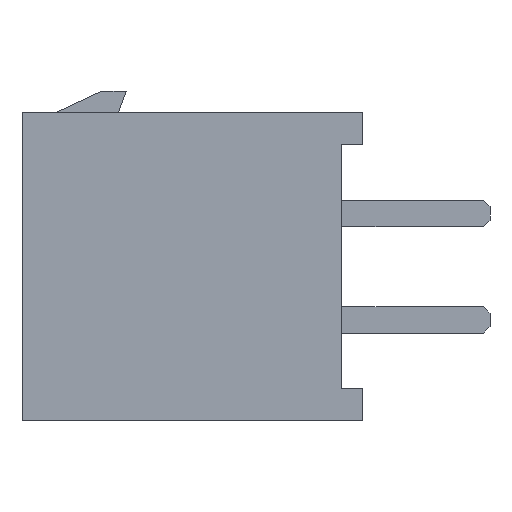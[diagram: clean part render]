
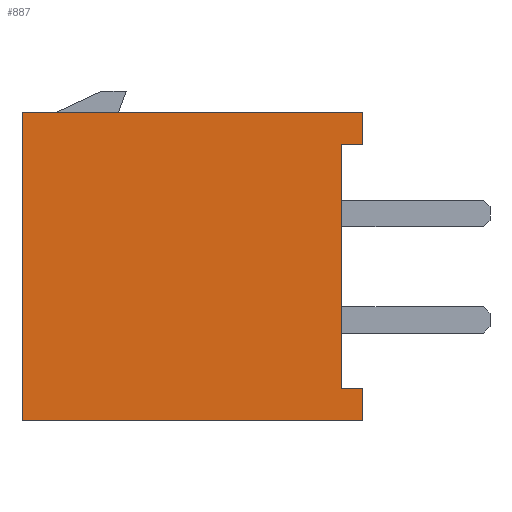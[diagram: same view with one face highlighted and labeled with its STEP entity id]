
A CAD part, left-side view. The second image highlights one B-rep face of the part: STEP entity #887.
In plain terms, the highlighted planar face has unit normal (-1, 0, 0).
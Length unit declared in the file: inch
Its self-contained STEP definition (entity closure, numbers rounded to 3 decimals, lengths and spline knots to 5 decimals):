
#887 = ADVANCED_FACE( '', ( #1881 ), #1882, .F. );
#1881 = FACE_OUTER_BOUND( '', #2995, .T. );
#1882 = PLANE( '', #2996 );
#2995 = EDGE_LOOP( '', ( #5599, #5600, #5601, #5602, #5603, #5604, #5605, #5606 ) );
#2996 = AXIS2_PLACEMENT_3D( '', #5607, #5608, #5609 );
#5599 = ORIENTED_EDGE( '', *, *, #8137, .F. );
#5600 = ORIENTED_EDGE( '', *, *, #7569, .F. );
#5601 = ORIENTED_EDGE( '', *, *, #7261, .F. );
#5602 = ORIENTED_EDGE( '', *, *, #8138, .F. );
#5603 = ORIENTED_EDGE( '', *, *, #7679, .F. );
#5604 = ORIENTED_EDGE( '', *, *, #8139, .F. );
#5605 = ORIENTED_EDGE( '', *, *, #8140, .F. );
#5606 = ORIENTED_EDGE( '', *, *, #8141, .F. );
#5607 = CARTESIAN_POINT( '', ( -0.38, 0., 0. ) );
#5608 = DIRECTION( '', ( 1., 0., 0. ) );
#5609 = DIRECTION( '', ( 0., 0., -1. ) );
#7261 = EDGE_CURVE( '', #8890, #8892, #8893, .T. );
#7569 = EDGE_CURVE( '', #8892, #9411, #9414, .T. );
#7679 = EDGE_CURVE( '', #9587, #9589, #9590, .T. );
#8137 = EDGE_CURVE( '', #9411, #10242, #10243, .T. );
#8138 = EDGE_CURVE( '', #9589, #8890, #10244, .T. );
#8139 = EDGE_CURVE( '', #10245, #9587, #10246, .T. );
#8140 = EDGE_CURVE( '', #10247, #10245, #10248, .T. );
#8141 = EDGE_CURVE( '', #10242, #10247, #10249, .T. );
#8890 = VERTEX_POINT( '', #11243 );
#8892 = VERTEX_POINT( '', #11246 );
#8893 = LINE( '', #11247, #11248 );
#9411 = VERTEX_POINT( '', #12015 );
#9414 = LINE( '', #12020, #12021 );
#9587 = VERTEX_POINT( '', #12282 );
#9589 = VERTEX_POINT( '', #12285 );
#9590 = LINE( '', #12286, #12287 );
#10242 = VERTEX_POINT( '', #13286 );
#10243 = LINE( '', #13287, #13288 );
#10244 = LINE( '', #13289, #13290 );
#10245 = VERTEX_POINT( '', #13291 );
#10246 = LINE( '', #13292, #13293 );
#10247 = VERTEX_POINT( '', #13294 );
#10248 = LINE( '', #13295, #13296 );
#10249 = LINE( '', #13297, #13298 );
#11243 = CARTESIAN_POINT( '', ( -0.38, 0., -0.115 ) );
#11246 = CARTESIAN_POINT( '', ( -0.38, 0., -0.145 ) );
#11247 = CARTESIAN_POINT( '', ( -0.38, 0., -0.115 ) );
#11248 = VECTOR( '', #14009, 39.37008 );
#12015 = CARTESIAN_POINT( '', ( -0.38, 0.32, -0.145 ) );
#12020 = CARTESIAN_POINT( '', ( -0.38, 0., -0.145 ) );
#12021 = VECTOR( '', #14261, 39.37008 );
#12282 = CARTESIAN_POINT( '', ( -0.38, 0.02, 0.115 ) );
#12285 = CARTESIAN_POINT( '', ( -0.38, 0.02, -0.115 ) );
#12286 = CARTESIAN_POINT( '', ( -0.38, 0.02, 0.115 ) );
#12287 = VECTOR( '', #14351, 39.37008 );
#13286 = CARTESIAN_POINT( '', ( -0.38, 0.32, 0.145 ) );
#13287 = CARTESIAN_POINT( '', ( -0.38, 0.32, -0.145 ) );
#13288 = VECTOR( '', #14699, 39.37008 );
#13289 = CARTESIAN_POINT( '', ( -0.38, 0.02, -0.115 ) );
#13290 = VECTOR( '', #14700, 39.37008 );
#13291 = CARTESIAN_POINT( '', ( -0.38, 0., 0.115 ) );
#13292 = CARTESIAN_POINT( '', ( -0.38, 0., 0.115 ) );
#13293 = VECTOR( '', #14701, 39.37008 );
#13294 = CARTESIAN_POINT( '', ( -0.38, 0., 0.145 ) );
#13295 = CARTESIAN_POINT( '', ( -0.38, 0., 0.145 ) );
#13296 = VECTOR( '', #14702, 39.37008 );
#13297 = CARTESIAN_POINT( '', ( -0.38, 0.32, 0.145 ) );
#13298 = VECTOR( '', #14703, 39.37008 );
#14009 = DIRECTION( '', ( 0., 0., -1. ) );
#14261 = DIRECTION( '', ( 0., 1., 0. ) );
#14351 = DIRECTION( '', ( 0., 0., -1. ) );
#14699 = DIRECTION( '', ( 0., 0., 1. ) );
#14700 = DIRECTION( '', ( 0., -1., 0. ) );
#14701 = DIRECTION( '', ( 0., 1., 0. ) );
#14702 = DIRECTION( '', ( 0., 0., -1. ) );
#14703 = DIRECTION( '', ( 0., -1., 0. ) );
